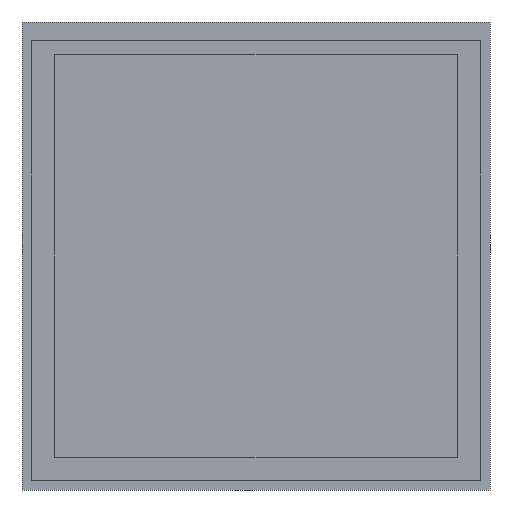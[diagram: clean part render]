
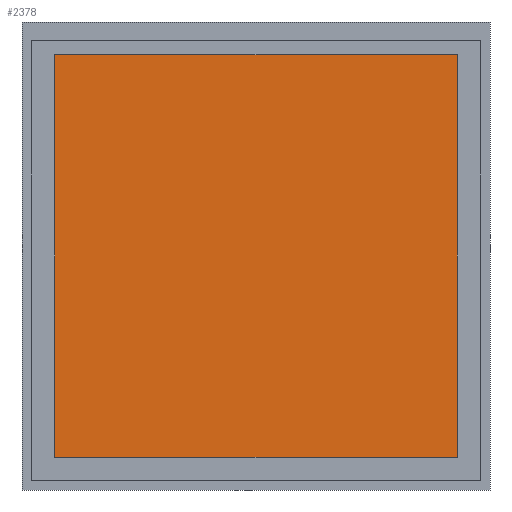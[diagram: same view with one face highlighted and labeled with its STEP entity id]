
A CAD part, front view. The second image highlights one B-rep face of the part: STEP entity #2378.
In plain terms, the highlighted planar face has unit normal (0, -1, 0).
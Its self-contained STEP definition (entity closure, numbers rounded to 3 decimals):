
#2069 = VERTEX_POINT('',#2070);
#2070 = CARTESIAN_POINT('',(70.,0.,930.));
#2079 = PLANE('',#2080);
#2080 = AXIS2_PLACEMENT_3D('',#2081,#2082,#2083);
#2081 = CARTESIAN_POINT('',(70.,0.,930.));
#2082 = DIRECTION('',(0.,0.,-1.));
#2083 = DIRECTION('',(1.,0.,0.));
#2091 = PLANE('',#2092);
#2092 = AXIS2_PLACEMENT_3D('',#2093,#2094,#2095);
#2093 = CARTESIAN_POINT('',(70.,0.,70.));
#2094 = DIRECTION('',(1.,0.,0.));
#2095 = DIRECTION('',(0.,0.,1.));
#2132 = VERTEX_POINT('',#2133);
#2133 = CARTESIAN_POINT('',(930.,0.,930.));
#2147 = PLANE('',#2148);
#2148 = AXIS2_PLACEMENT_3D('',#2149,#2150,#2151);
#2149 = CARTESIAN_POINT('',(930.,0.,930.));
#2150 = DIRECTION('',(-1.,0.,0.));
#2151 = DIRECTION('',(0.,0.,-1.));
#2159 = EDGE_CURVE('',#2069,#2132,#2160,.T.);
#2160 = SURFACE_CURVE('',#2161,(#2165,#2172),.PCURVE_S1.);
#2161 = LINE('',#2162,#2163);
#2162 = CARTESIAN_POINT('',(70.,0.,930.));
#2163 = VECTOR('',#2164,1.);
#2164 = DIRECTION('',(1.,0.,0.));
#2165 = PCURVE('',#2079,#2166);
#2166 = DEFINITIONAL_REPRESENTATION('',(#2167),#2171);
#2167 = LINE('',#2168,#2169);
#2168 = CARTESIAN_POINT('',(0.,0.));
#2169 = VECTOR('',#2170,1.);
#2170 = DIRECTION('',(1.,0.));
#2171 = ( GEOMETRIC_REPRESENTATION_CONTEXT(2) 
PARAMETRIC_REPRESENTATION_CONTEXT() REPRESENTATION_CONTEXT('2D SPACE',''
  ) );
#2172 = PCURVE('',#2173,#2178);
#2173 = PLANE('',#2174);
#2174 = AXIS2_PLACEMENT_3D('',#2175,#2176,#2177);
#2175 = CARTESIAN_POINT('',(70.,0.,930.));
#2176 = DIRECTION('',(0.,-1.,0.));
#2177 = DIRECTION('',(0.,0.,-1.));
#2178 = DEFINITIONAL_REPRESENTATION('',(#2179),#2183);
#2179 = LINE('',#2180,#2181);
#2180 = CARTESIAN_POINT('',(0.,0.));
#2181 = VECTOR('',#2182,1.);
#2182 = DIRECTION('',(0.,1.));
#2183 = ( GEOMETRIC_REPRESENTATION_CONTEXT(2) 
PARAMETRIC_REPRESENTATION_CONTEXT() REPRESENTATION_CONTEXT('2D SPACE',''
  ) );
#2213 = VERTEX_POINT('',#2214);
#2214 = CARTESIAN_POINT('',(930.,0.,70.));
#2228 = PLANE('',#2229);
#2229 = AXIS2_PLACEMENT_3D('',#2230,#2231,#2232);
#2230 = CARTESIAN_POINT('',(930.,0.,70.));
#2231 = DIRECTION('',(0.,0.,1.));
#2232 = DIRECTION('',(-1.,0.,0.));
#2240 = EDGE_CURVE('',#2132,#2213,#2241,.T.);
#2241 = SURFACE_CURVE('',#2242,(#2246,#2253),.PCURVE_S1.);
#2242 = LINE('',#2243,#2244);
#2243 = CARTESIAN_POINT('',(930.,0.,930.));
#2244 = VECTOR('',#2245,1.);
#2245 = DIRECTION('',(0.,0.,-1.));
#2246 = PCURVE('',#2147,#2247);
#2247 = DEFINITIONAL_REPRESENTATION('',(#2248),#2252);
#2248 = LINE('',#2249,#2250);
#2249 = CARTESIAN_POINT('',(0.,0.));
#2250 = VECTOR('',#2251,1.);
#2251 = DIRECTION('',(1.,0.));
#2252 = ( GEOMETRIC_REPRESENTATION_CONTEXT(2) 
PARAMETRIC_REPRESENTATION_CONTEXT() REPRESENTATION_CONTEXT('2D SPACE',''
  ) );
#2253 = PCURVE('',#2173,#2254);
#2254 = DEFINITIONAL_REPRESENTATION('',(#2255),#2259);
#2255 = LINE('',#2256,#2257);
#2256 = CARTESIAN_POINT('',(0.,860.));
#2257 = VECTOR('',#2258,1.);
#2258 = DIRECTION('',(1.,0.));
#2259 = ( GEOMETRIC_REPRESENTATION_CONTEXT(2) 
PARAMETRIC_REPRESENTATION_CONTEXT() REPRESENTATION_CONTEXT('2D SPACE',''
  ) );
#2289 = VERTEX_POINT('',#2290);
#2290 = CARTESIAN_POINT('',(70.,0.,70.));
#2311 = EDGE_CURVE('',#2213,#2289,#2312,.T.);
#2312 = SURFACE_CURVE('',#2313,(#2317,#2324),.PCURVE_S1.);
#2313 = LINE('',#2314,#2315);
#2314 = CARTESIAN_POINT('',(930.,0.,70.));
#2315 = VECTOR('',#2316,1.);
#2316 = DIRECTION('',(-1.,0.,0.));
#2317 = PCURVE('',#2228,#2318);
#2318 = DEFINITIONAL_REPRESENTATION('',(#2319),#2323);
#2319 = LINE('',#2320,#2321);
#2320 = CARTESIAN_POINT('',(0.,0.));
#2321 = VECTOR('',#2322,1.);
#2322 = DIRECTION('',(1.,0.));
#2323 = ( GEOMETRIC_REPRESENTATION_CONTEXT(2) 
PARAMETRIC_REPRESENTATION_CONTEXT() REPRESENTATION_CONTEXT('2D SPACE',''
  ) );
#2324 = PCURVE('',#2173,#2325);
#2325 = DEFINITIONAL_REPRESENTATION('',(#2326),#2330);
#2326 = LINE('',#2327,#2328);
#2327 = CARTESIAN_POINT('',(860.,860.));
#2328 = VECTOR('',#2329,1.);
#2329 = DIRECTION('',(0.,-1.));
#2330 = ( GEOMETRIC_REPRESENTATION_CONTEXT(2) 
PARAMETRIC_REPRESENTATION_CONTEXT() REPRESENTATION_CONTEXT('2D SPACE',''
  ) );
#2358 = EDGE_CURVE('',#2289,#2069,#2359,.T.);
#2359 = SURFACE_CURVE('',#2360,(#2364,#2371),.PCURVE_S1.);
#2360 = LINE('',#2361,#2362);
#2361 = CARTESIAN_POINT('',(70.,0.,70.));
#2362 = VECTOR('',#2363,1.);
#2363 = DIRECTION('',(0.,0.,1.));
#2364 = PCURVE('',#2091,#2365);
#2365 = DEFINITIONAL_REPRESENTATION('',(#2366),#2370);
#2366 = LINE('',#2367,#2368);
#2367 = CARTESIAN_POINT('',(0.,0.));
#2368 = VECTOR('',#2369,1.);
#2369 = DIRECTION('',(1.,0.));
#2370 = ( GEOMETRIC_REPRESENTATION_CONTEXT(2) 
PARAMETRIC_REPRESENTATION_CONTEXT() REPRESENTATION_CONTEXT('2D SPACE',''
  ) );
#2371 = PCURVE('',#2173,#2372);
#2372 = DEFINITIONAL_REPRESENTATION('',(#2373),#2377);
#2373 = LINE('',#2374,#2375);
#2374 = CARTESIAN_POINT('',(860.,0.));
#2375 = VECTOR('',#2376,1.);
#2376 = DIRECTION('',(-1.,0.));
#2377 = ( GEOMETRIC_REPRESENTATION_CONTEXT(2) 
PARAMETRIC_REPRESENTATION_CONTEXT() REPRESENTATION_CONTEXT('2D SPACE',''
  ) );
#2378 = ADVANCED_FACE('',(#2379),#2173,.T.);
#2379 = FACE_BOUND('',#2380,.F.);
#2380 = EDGE_LOOP('',(#2381,#2382,#2383,#2384));
#2381 = ORIENTED_EDGE('',*,*,#2159,.T.);
#2382 = ORIENTED_EDGE('',*,*,#2240,.T.);
#2383 = ORIENTED_EDGE('',*,*,#2311,.T.);
#2384 = ORIENTED_EDGE('',*,*,#2358,.T.);
